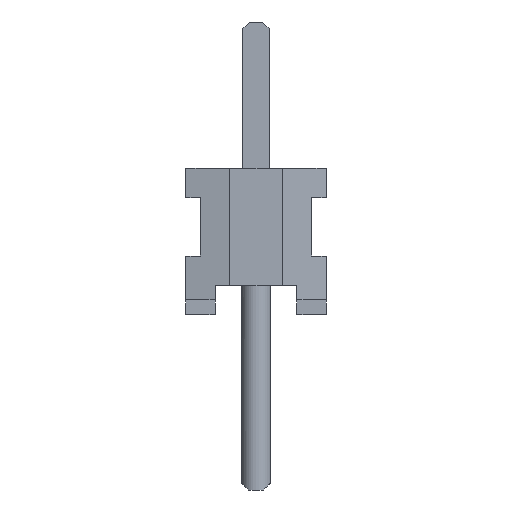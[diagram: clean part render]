
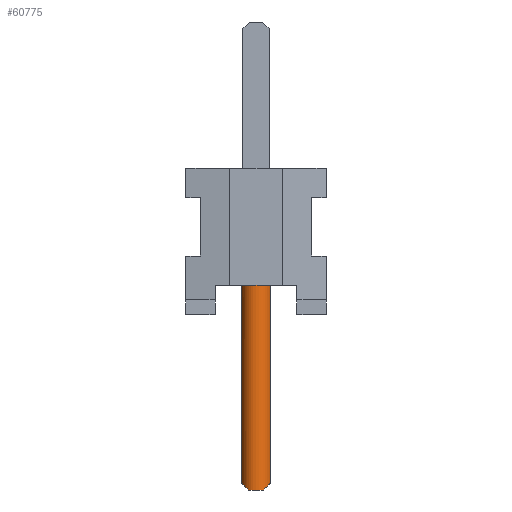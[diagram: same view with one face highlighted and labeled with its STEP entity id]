
A CAD part, left-side view. The second image highlights one B-rep face of the part: STEP entity #60775.
In plain terms, the highlighted cylindrical face has radius 0.254 mm (diameter 0.508 mm), a full revolution.
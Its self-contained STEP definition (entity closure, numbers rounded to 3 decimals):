
#57957 = EDGE_CURVE('',#57958,#57960,#57962,.T.);
#57958 = VERTEX_POINT('',#57959);
#57959 = CARTESIAN_POINT('',(-29.464,0.,1.27));
#57960 = VERTEX_POINT('',#57961);
#57961 = CARTESIAN_POINT('',(-28.99,0.127,1.27));
#57962 = CIRCLE('',#57963,0.254);
#57963 = AXIS2_PLACEMENT_3D('',#57964,#57965,#57966);
#57964 = CARTESIAN_POINT('',(-29.21,0.,1.27));
#57965 = DIRECTION('',(0.,0.,1.));
#57966 = DIRECTION('',(1.,0.,0.));
#57968 = EDGE_CURVE('',#57960,#57958,#57969,.T.);
#57969 = CIRCLE('',#57970,0.254);
#57970 = AXIS2_PLACEMENT_3D('',#57971,#57972,#57973);
#57971 = CARTESIAN_POINT('',(-29.21,0.,1.27));
#57972 = DIRECTION('',(0.,0.,1.));
#57973 = DIRECTION('',(1.,0.,0.));
#60775 = ADVANCED_FACE('',(#60776),#60822,.T.);
#60776 = FACE_BOUND('',#60777,.T.);
#60777 = EDGE_LOOP('',(#60778,#60779,#60786,#60795,#60804,#60813,#60820,
    #60821));
#60778 = ORIENTED_EDGE('',*,*,#57968,.F.);
#60779 = ORIENTED_EDGE('',*,*,#60780,.T.);
#60780 = EDGE_CURVE('',#57960,#60781,#60783,.T.);
#60781 = VERTEX_POINT('',#60782);
#60782 = CARTESIAN_POINT('',(-28.99,0.127,-3.048));
#60783 = B_SPLINE_CURVE_WITH_KNOTS('',1,(#60784,#60785),.UNSPECIFIED.,
  .F.,.F.,(2,2),(0.,4.318),.PIECEWISE_BEZIER_KNOTS.);
#60784 = CARTESIAN_POINT('',(-28.99,0.127,1.27));
#60785 = CARTESIAN_POINT('',(-28.99,0.127,-3.048));
#60786 = ORIENTED_EDGE('',*,*,#60787,.T.);
#60787 = EDGE_CURVE('',#60781,#60788,#60790,.T.);
#60788 = VERTEX_POINT('',#60789);
#60789 = CARTESIAN_POINT('',(-29.43,0.127,-3.048));
#60790 = ELLIPSE('',#60791,0.359,0.254);
#60791 = AXIS2_PLACEMENT_3D('',#60792,#60793,#60794);
#60792 = CARTESIAN_POINT('',(-29.21,0.,-3.175));
#60793 = DIRECTION('',(0.,-0.707,0.707));
#60794 = DIRECTION('',(0.,-0.707,-0.707));
#60795 = ORIENTED_EDGE('',*,*,#60796,.T.);
#60796 = EDGE_CURVE('',#60788,#60797,#60799,.T.);
#60797 = VERTEX_POINT('',#60798);
#60798 = CARTESIAN_POINT('',(-29.43,-0.127,-3.048));
#60799 = CIRCLE('',#60800,0.254);
#60800 = AXIS2_PLACEMENT_3D('',#60801,#60802,#60803);
#60801 = CARTESIAN_POINT('',(-29.21,0.,-3.048));
#60802 = DIRECTION('',(0.,0.,1.));
#60803 = DIRECTION('',(0.,-1.,0.));
#60804 = ORIENTED_EDGE('',*,*,#60805,.T.);
#60805 = EDGE_CURVE('',#60797,#60806,#60808,.T.);
#60806 = VERTEX_POINT('',#60807);
#60807 = CARTESIAN_POINT('',(-28.99,-0.127,-3.048));
#60808 = ELLIPSE('',#60809,0.359,0.254);
#60809 = AXIS2_PLACEMENT_3D('',#60810,#60811,#60812);
#60810 = CARTESIAN_POINT('',(-29.21,0.,-3.175));
#60811 = DIRECTION('',(0.,0.707,0.707));
#60812 = DIRECTION('',(0.,0.707,-0.707));
#60813 = ORIENTED_EDGE('',*,*,#60814,.T.);
#60814 = EDGE_CURVE('',#60806,#60781,#60815,.T.);
#60815 = CIRCLE('',#60816,0.254);
#60816 = AXIS2_PLACEMENT_3D('',#60817,#60818,#60819);
#60817 = CARTESIAN_POINT('',(-29.21,0.,-3.048));
#60818 = DIRECTION('',(0.,0.,1.));
#60819 = DIRECTION('',(0.,-1.,0.));
#60820 = ORIENTED_EDGE('',*,*,#60780,.F.);
#60821 = ORIENTED_EDGE('',*,*,#57957,.F.);
#60822 = CYLINDRICAL_SURFACE('',#60823,0.254);
#60823 = AXIS2_PLACEMENT_3D('',#60824,#60825,#60826);
#60824 = CARTESIAN_POINT('',(-29.21,0.,1.27));
#60825 = DIRECTION('',(0.,0.,-1.));
#60826 = DIRECTION('',(0.,1.,0.));
